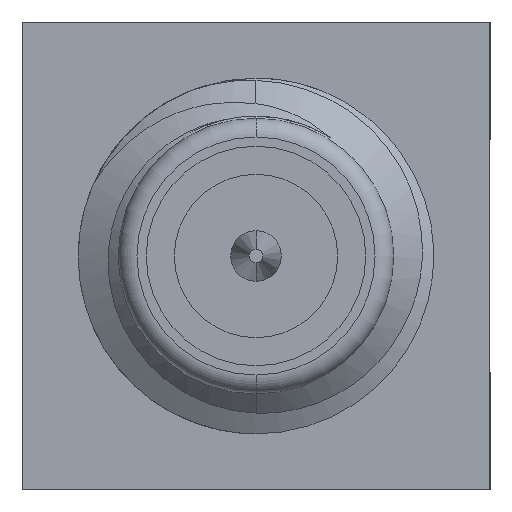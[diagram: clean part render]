
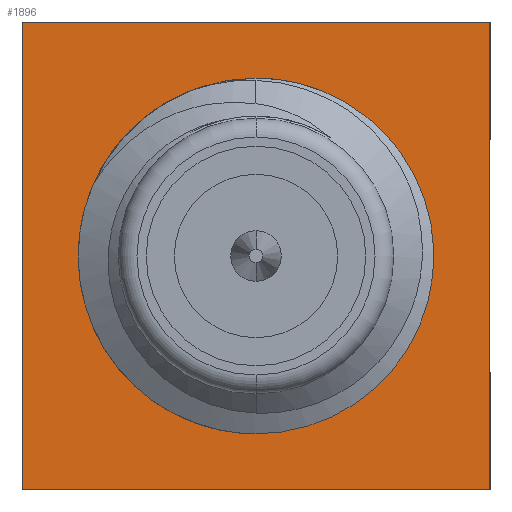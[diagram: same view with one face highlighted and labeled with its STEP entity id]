
A CAD part, left-side view. The second image highlights one B-rep face of the part: STEP entity #1896.
In plain terms, the highlighted planar face has unit normal (-1, 0, 0).
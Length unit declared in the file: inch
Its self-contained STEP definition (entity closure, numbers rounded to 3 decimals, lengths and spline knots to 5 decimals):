
#4 = EDGE_CURVE ( 'NONE', #1995, #290, #911, .T. ) ;
#48 = VERTEX_POINT ( 'NONE', #101 ) ;
#49 = CARTESIAN_POINT ( 'NONE',  ( 0.23829, 0., 0. ) ) ;
#94 = VECTOR ( 'NONE', #1138, 39.37008 ) ;
#101 = CARTESIAN_POINT ( 'NONE',  ( 0.23829, 0.125, -0.125 ) ) ;
#233 = FACE_BOUND ( 'NONE', #523, .T. ) ;
#290 = VERTEX_POINT ( 'NONE', #1328 ) ;
#306 = VECTOR ( 'NONE', #1054, 39.37008 ) ;
#424 = CARTESIAN_POINT ( 'NONE',  ( 0.23829, -0.125, -0.125 ) ) ;
#523 = EDGE_LOOP ( 'NONE', ( #756, #2073 ) ) ;
#596 = DIRECTION ( 'NONE',  ( -1., 0., 0. ) ) ;
#612 = ORIENTED_EDGE ( 'NONE', *, *, #793, .F. ) ;
#633 = AXIS2_PLACEMENT_3D ( 'NONE', #1588, #596, #1931 ) ;
#647 = CARTESIAN_POINT ( 'NONE',  ( 0.23829, 0., 0. ) ) ;
#729 = CARTESIAN_POINT ( 'NONE',  ( 0.23829, 0., 0.07361 ) ) ;
#745 = EDGE_CURVE ( 'NONE', #290, #1995, #1835, .T. ) ;
#756 = ORIENTED_EDGE ( 'NONE', *, *, #4, .F. ) ;
#782 = ORIENTED_EDGE ( 'NONE', *, *, #1214, .F. ) ;
#793 = EDGE_CURVE ( 'NONE', #48, #1078, #1524, .T. ) ;
#825 = DIRECTION ( 'NONE',  ( 0., -1., 0. ) ) ;
#900 = CARTESIAN_POINT ( 'NONE',  ( 0.23829, -0.125, 0.125 ) ) ;
#911 = CIRCLE ( 'NONE', #633, 0.07361 ) ;
#963 = CARTESIAN_POINT ( 'NONE',  ( 0.23829, -0.125, -0.125 ) ) ;
#988 = ORIENTED_EDGE ( 'NONE', *, *, #1278, .F. ) ;
#1027 = ORIENTED_EDGE ( 'NONE', *, *, #1926, .F. ) ;
#1035 = DIRECTION ( 'NONE',  ( -1., 0., 0. ) ) ;
#1043 = FACE_OUTER_BOUND ( 'NONE', #2085, .T. ) ;
#1054 = DIRECTION ( 'NONE',  ( 0., 0., -1. ) ) ;
#1078 = VERTEX_POINT ( 'NONE', #2062 ) ;
#1094 = DIRECTION ( 'NONE',  ( 0., 1., 0. ) ) ;
#1130 = VECTOR ( 'NONE', #1875, 39.37008 ) ;
#1138 = DIRECTION ( 'NONE',  ( 0., -1., 0. ) ) ;
#1214 = EDGE_CURVE ( 'NONE', #1459, #48, #2100, .T. ) ;
#1237 = CARTESIAN_POINT ( 'NONE',  ( 0.23829, 0.125, 0.125 ) ) ;
#1278 = EDGE_CURVE ( 'NONE', #1078, #2093, #1634, .T. ) ;
#1328 = CARTESIAN_POINT ( 'NONE',  ( 0.23829, 0., -0.07361 ) ) ;
#1329 = DIRECTION ( 'NONE',  ( -1., 0., 0. ) ) ;
#1349 = AXIS2_PLACEMENT_3D ( 'NONE', #647, #1329, #825 ) ;
#1459 = VERTEX_POINT ( 'NONE', #963 ) ;
#1524 = LINE ( 'NONE', #1237, #1130 ) ;
#1546 = PLANE ( 'NONE',  #1810 ) ;
#1588 = CARTESIAN_POINT ( 'NONE',  ( 0.23829, 0., 0. ) ) ;
#1634 = LINE ( 'NONE', #1834, #94 ) ;
#1739 = VECTOR ( 'NONE', #1094, 39.37008 ) ;
#1744 = LINE ( 'NONE', #900, #306 ) ;
#1784 = CARTESIAN_POINT ( 'NONE',  ( 0.23829, -0.125, 0.125 ) ) ;
#1810 = AXIS2_PLACEMENT_3D ( 'NONE', #49, #1035, #1880 ) ;
#1834 = CARTESIAN_POINT ( 'NONE',  ( 0.23829, -0.125, 0.125 ) ) ;
#1835 = CIRCLE ( 'NONE', #1349, 0.07361 ) ;
#1875 = DIRECTION ( 'NONE',  ( 0., 0., 1. ) ) ;
#1880 = DIRECTION ( 'NONE',  ( 0., 0., 1. ) ) ;
#1896 = ADVANCED_FACE ( 'NONE', ( #233, #1043 ), #1546, .T. ) ;
#1926 = EDGE_CURVE ( 'NONE', #2093, #1459, #1744, .T. ) ;
#1931 = DIRECTION ( 'NONE',  ( 0., -1., 0. ) ) ;
#1995 = VERTEX_POINT ( 'NONE', #729 ) ;
#2062 = CARTESIAN_POINT ( 'NONE',  ( 0.23829, 0.125, 0.125 ) ) ;
#2073 = ORIENTED_EDGE ( 'NONE', *, *, #745, .F. ) ;
#2085 = EDGE_LOOP ( 'NONE', ( #782, #1027, #988, #612 ) ) ;
#2093 = VERTEX_POINT ( 'NONE', #1784 ) ;
#2100 = LINE ( 'NONE', #424, #1739 ) ;
